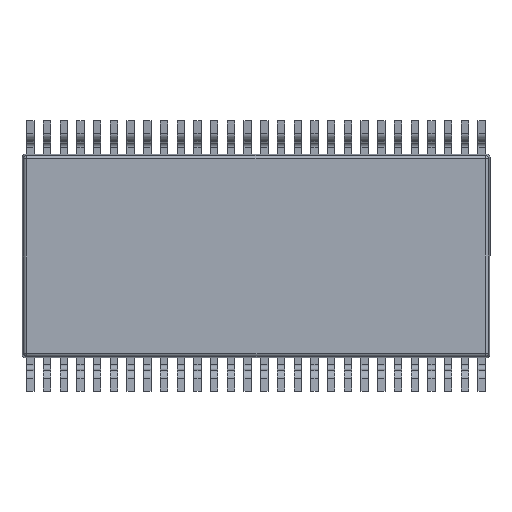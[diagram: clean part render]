
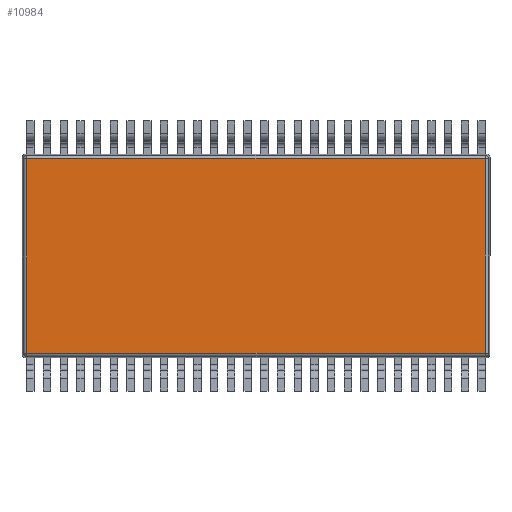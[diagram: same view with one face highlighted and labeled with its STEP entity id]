
A CAD part, front view. The second image highlights one B-rep face of the part: STEP entity #10984.
In plain terms, the highlighted planar face has unit normal (0, -1, 0).
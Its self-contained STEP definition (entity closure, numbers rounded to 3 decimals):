
#168 = CARTESIAN_POINT ( 'NONE',  ( -6.856, 0.15, -2.995 ) ) ;
#172 = VECTOR ( 'NONE', #15723, 1000. ) ;
#1879 = DIRECTION ( 'NONE',  ( -1., 0., 0. ) ) ;
#3519 = LINE ( 'NONE', #9682, #9097 ) ;
#3569 = VECTOR ( 'NONE', #21008, 1000. ) ;
#4349 = ORIENTED_EDGE ( 'NONE', *, *, #7892, .T. ) ;
#4602 = AXIS2_PLACEMENT_3D ( 'NONE', #20468, #18703, #8603 ) ;
#4756 = CARTESIAN_POINT ( 'NONE',  ( 6.856, 0.15, -2.906 ) ) ;
#4818 = LINE ( 'NONE', #5162, #3569 ) ;
#5162 = CARTESIAN_POINT ( 'NONE',  ( 6.945, 0.15, -2.906 ) ) ;
#5639 = CARTESIAN_POINT ( 'NONE',  ( -6.856, 0.15, -2.906 ) ) ;
#6966 = LINE ( 'NONE', #23546, #9467 ) ;
#7892 = EDGE_CURVE ( 'NONE', #13406, #14838, #3519, .T. ) ;
#8435 = EDGE_CURVE ( 'NONE', #22579, #13406, #6966, .T. ) ;
#8603 = DIRECTION ( 'NONE',  ( 0., 0., -1. ) ) ;
#9097 = VECTOR ( 'NONE', #1879, 1000. ) ;
#9467 = VECTOR ( 'NONE', #9853, 1000. ) ;
#9682 = CARTESIAN_POINT ( 'NONE',  ( -6.945, 0.15, 2.906 ) ) ;
#9853 = DIRECTION ( 'NONE',  ( 0., 0., 1. ) ) ;
#10984 = ADVANCED_FACE ( 'NONE', ( #19288 ), #12509, .T. ) ;
#12509 = PLANE ( 'NONE',  #4602 ) ;
#12615 = LINE ( 'NONE', #168, #172 ) ;
#13406 = VERTEX_POINT ( 'NONE', #13655 ) ;
#13655 = CARTESIAN_POINT ( 'NONE',  ( 6.856, 0.15, 2.906 ) ) ;
#13913 = VERTEX_POINT ( 'NONE', #5639 ) ;
#14838 = VERTEX_POINT ( 'NONE', #22514 ) ;
#15723 = DIRECTION ( 'NONE',  ( 0., 0., -1. ) ) ;
#18703 = DIRECTION ( 'NONE',  ( 0., -1., 0. ) ) ;
#18871 = ORIENTED_EDGE ( 'NONE', *, *, #8435, .T. ) ;
#19288 = FACE_OUTER_BOUND ( 'NONE', #19629, .T. ) ;
#19439 = ORIENTED_EDGE ( 'NONE', *, *, #21253, .T. ) ;
#19584 = ORIENTED_EDGE ( 'NONE', *, *, #25858, .T. ) ;
#19629 = EDGE_LOOP ( 'NONE', ( #4349, #19584, #19439, #18871 ) ) ;
#20468 = CARTESIAN_POINT ( 'NONE',  ( 0., 0.15, 0. ) ) ;
#21008 = DIRECTION ( 'NONE',  ( 1., 0., 0. ) ) ;
#21253 = EDGE_CURVE ( 'NONE', #13913, #22579, #4818, .T. ) ;
#22514 = CARTESIAN_POINT ( 'NONE',  ( -6.856, 0.15, 2.906 ) ) ;
#22579 = VERTEX_POINT ( 'NONE', #4756 ) ;
#23546 = CARTESIAN_POINT ( 'NONE',  ( 6.856, 0.15, 2.995 ) ) ;
#25858 = EDGE_CURVE ( 'NONE', #14838, #13913, #12615, .T. ) ;
